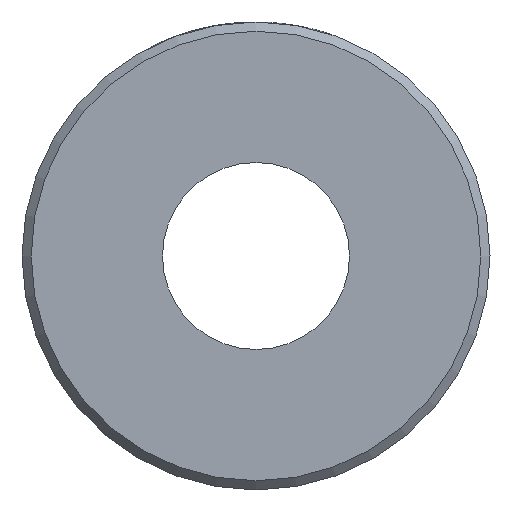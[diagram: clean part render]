
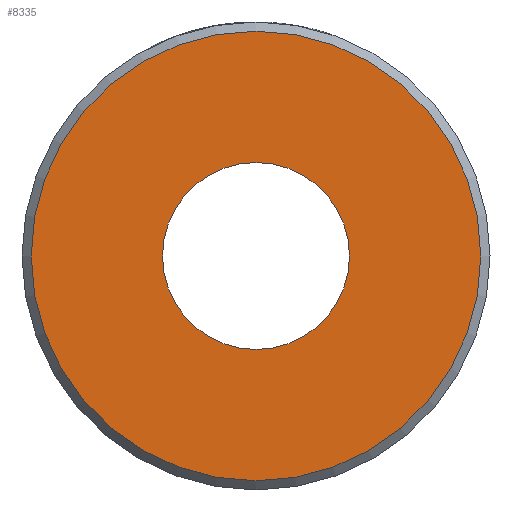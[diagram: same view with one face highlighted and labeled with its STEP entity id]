
A CAD part, left-side view. The second image highlights one B-rep face of the part: STEP entity #8335.
In plain terms, the highlighted planar face has unit normal (-1, 0, 0).
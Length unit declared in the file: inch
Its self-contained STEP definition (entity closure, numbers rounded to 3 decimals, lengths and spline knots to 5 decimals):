
#8251=CARTESIAN_POINT('',(0.0,-0.1015,0.0));
#8252=VERTEX_POINT('',#8251);
#8253=CARTESIAN_POINT('',(0.0,0.0,0.0));
#8254=DIRECTION('',(1.0,0.0,0.0));
#8255=DIRECTION('',(0.0,-1.0,0.0));
#8256=AXIS2_PLACEMENT_3D('',#8253,#8254,#8255);
#8257=CIRCLE('',#8256,0.1015);
#8258=EDGE_CURVE('',#8252,#8252,#8257,.T.);
#8312=CARTESIAN_POINT('',(0.0,0.244,0.));
#8313=VERTEX_POINT('',#8312);
#8314=CARTESIAN_POINT('',(0.0,0.0,0.0));
#8315=DIRECTION('',(1.0,0.0,0.0));
#8316=DIRECTION('',(0.0,-1.0,0.0));
#8317=AXIS2_PLACEMENT_3D('',#8314,#8315,#8316);
#8318=CIRCLE('',#8317,0.244);
#8319=EDGE_CURVE('',#8313,#8313,#8318,.T.);
#8324=CARTESIAN_POINT('',(0.0,0.0,0.0));
#8325=DIRECTION('',(-1.0,0.0,0.0));
#8326=DIRECTION('',(0.0,0.0,1.0));
#8327=AXIS2_PLACEMENT_3D('',#8324,#8325,#8326);
#8328=PLANE('',#8327);
#8329=ORIENTED_EDGE('',*,*,#8319,.F.);
#8330=EDGE_LOOP('',(#8329));
#8331=FACE_OUTER_BOUND('',#8330,.T.);
#8332=ORIENTED_EDGE('',*,*,#8258,.T.);
#8333=EDGE_LOOP('',(#8332));
#8334=FACE_BOUND('',#8333,.T.);
#8335=ADVANCED_FACE('',(#8331,#8334),#8328,.T.);
